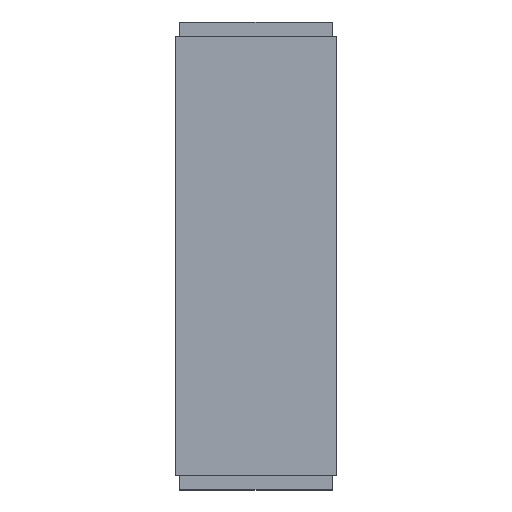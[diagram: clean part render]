
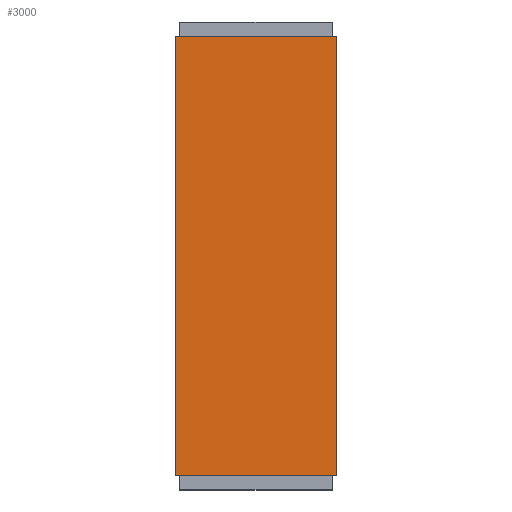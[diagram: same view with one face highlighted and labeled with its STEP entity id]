
A CAD part, left-side view. The second image highlights one B-rep face of the part: STEP entity #3000.
In plain terms, the highlighted planar face has unit normal (-1, 0, 0).
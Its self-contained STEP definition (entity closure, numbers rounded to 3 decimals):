
#88=FACE_OUTER_BOUND('',#264,.T.);
#264=EDGE_LOOP('',(#2181,#2182,#2183,#2184));
#532=LINE('',#4381,#940);
#537=LINE('',#4391,#945);
#538=LINE('',#4394,#946);
#539=LINE('',#4395,#947);
#940=VECTOR('',#3573,1.5);
#945=VECTOR('',#3582,0.55);
#946=VECTOR('',#3585,1.5);
#947=VECTOR('',#3586,0.55);
#1297=VERTEX_POINT('',#4374);
#1300=VERTEX_POINT('',#4379);
#1303=VERTEX_POINT('',#4389);
#1304=VERTEX_POINT('',#4393);
#1620=EDGE_CURVE('',#1300,#1297,#532,.T.);
#1625=EDGE_CURVE('',#1300,#1303,#537,.T.);
#1626=EDGE_CURVE('',#1304,#1303,#538,.T.);
#1627=EDGE_CURVE('',#1297,#1304,#539,.T.);
#2181=ORIENTED_EDGE('',*,*,#1625,.T.);
#2182=ORIENTED_EDGE('',*,*,#1626,.F.);
#2183=ORIENTED_EDGE('',*,*,#1627,.F.);
#2184=ORIENTED_EDGE('',*,*,#1620,.F.);
#2752=PLANE('',#3197);
#3000=ADVANCED_FACE('',(#88),#2752,.T.);
#3197=AXIS2_PLACEMENT_3D('',#4392,#3583,#3584);
#3573=DIRECTION('',(0.,0.,-1.));
#3582=DIRECTION('',(0.,1.,0.));
#3583=DIRECTION('center_axis',(-1.,0.,0.));
#3584=DIRECTION('ref_axis',(0.,0.,1.));
#3585=DIRECTION('',(0.,0.,1.));
#3586=DIRECTION('',(0.,1.,0.));
#4374=CARTESIAN_POINT('',(-0.014,-0.014,0.05));
#4379=CARTESIAN_POINT('',(-0.014,-0.014,1.55));
#4381=CARTESIAN_POINT('',(-0.014,-0.014,0.05));
#4389=CARTESIAN_POINT('',(-0.014,0.536,1.55));
#4391=CARTESIAN_POINT('',(-0.014,0.522,1.55));
#4392=CARTESIAN_POINT('Origin',(-0.014,0.522,0.05));
#4393=CARTESIAN_POINT('',(-0.014,0.536,0.05));
#4394=CARTESIAN_POINT('',(-0.014,0.536,0.05));
#4395=CARTESIAN_POINT('',(-0.014,0.522,0.05));
